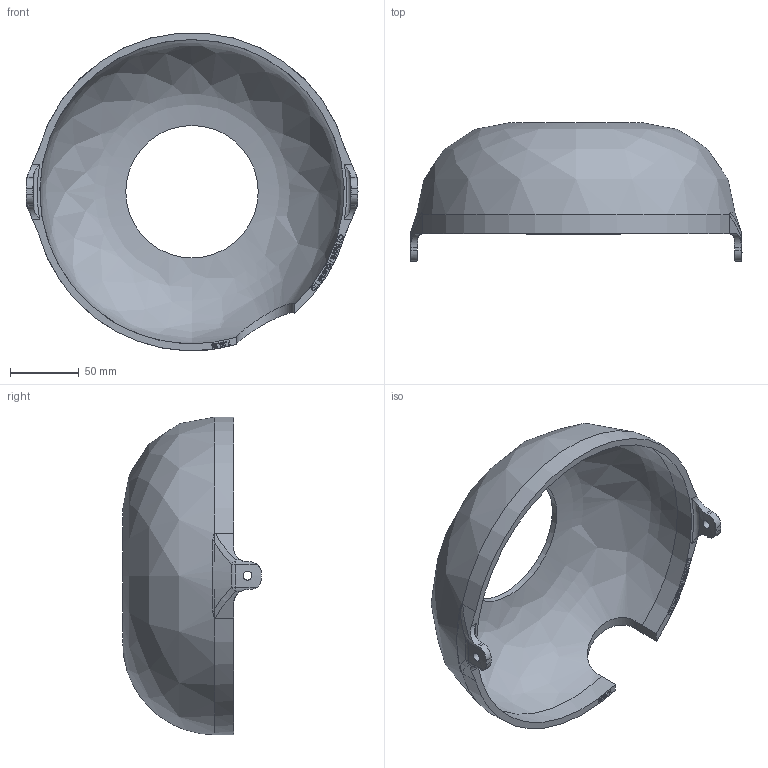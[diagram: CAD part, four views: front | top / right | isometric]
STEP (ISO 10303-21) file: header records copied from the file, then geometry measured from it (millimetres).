
FILE_DESCRIPTION(/* description */ (''),/* implementation_level */ '2;1');
FILE_NAME(/* name */ 'Cylinder Housing_Cap.stp',/* time_stamp */ '2025-08-12T18:08:55-04:00',/* author */ ('mumin'),/* organization */ (''),/* preprocessor_version */ 'ST-DEVELOPER v20',/* originating_system */ 'Autodesk Inventor 2025',/* authorisation */ '');
FILE_SCHEMA (('AUTOMOTIVE_DESIGN { 1 0 10303 214 3 1 1 }'));
Length unit declared in the file: millimetre
Products named in the file (1): Cylinder Housing_cap_2
Bounding box: 240.6 x 100.41 x 230.17 mm (x, y, z)
Volume: 326438.9 mm3; surface area: 138006.4 mm2
Topology: 1 solids, 1 shells, 419 faces, 1151 edges, 762 vertices
Faces by surface type: plane 230, bspline 151, cylinder 28, torus 4, sphere 4, cone 2
Full cylindrical faces by diameter (mm): 6.5 x2, 96 x1
Entity records: 14904 total; most frequent: CARTESIAN_POINT 5280, ORIENTED_EDGE 2302, DIRECTION 1397, EDGE_CURVE 1151, VERTEX_POINT 762, LINE 747, VECTOR 747, EDGE_LOOP 453
